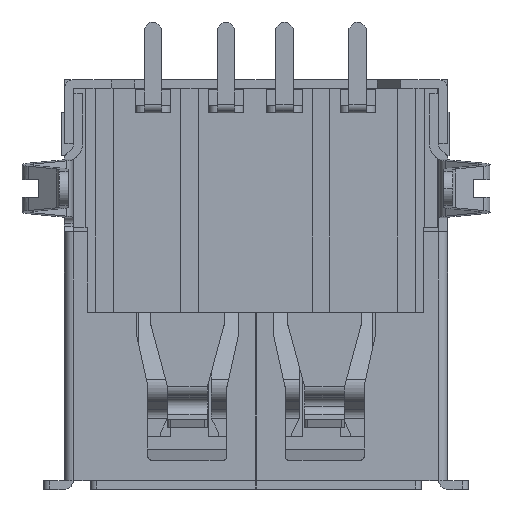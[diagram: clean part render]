
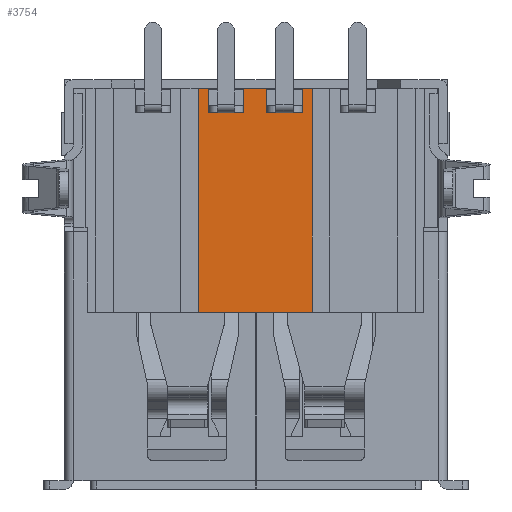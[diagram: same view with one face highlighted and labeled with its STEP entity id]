
A CAD part, top view. The second image highlights one B-rep face of the part: STEP entity #3754.
In plain terms, the highlighted planar face has unit normal (0, 0, 1).
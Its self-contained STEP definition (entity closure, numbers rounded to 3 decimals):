
#143 = LINE ( 'NONE', #2969, #6893 ) ;
#562 = ORIENTED_EDGE ( 'NONE', *, *, #11852, .T. ) ;
#775 = VERTEX_POINT ( 'NONE', #3505 ) ;
#1399 = VECTOR ( 'NONE', #13206, 1000. ) ;
#1556 = LINE ( 'NONE', #7922, #8484 ) ;
#1601 = DIRECTION ( 'NONE',  ( -1., 0., 0. ) ) ;
#1764 = CARTESIAN_POINT ( 'NONE',  ( -0.4, 1.54, 3.01 ) ) ;
#1973 = ORIENTED_EDGE ( 'NONE', *, *, #11294, .T. ) ;
#2068 = VECTOR ( 'NONE', #15266, 1000. ) ;
#2165 = CARTESIAN_POINT ( 'NONE',  ( 1.95, -5.275, 3.01 ) ) ;
#2233 = ORIENTED_EDGE ( 'NONE', *, *, #8618, .F. ) ;
#2290 = DIRECTION ( 'NONE',  ( -1., 0., 0. ) ) ;
#2457 = CARTESIAN_POINT ( 'NONE',  ( 6.225, 2.375, 3.01 ) ) ;
#2500 = EDGE_CURVE ( 'NONE', #13322, #20474, #14199, .T. ) ;
#2834 = DIRECTION ( 'NONE',  ( 0., 1., 0. ) ) ;
#2969 = CARTESIAN_POINT ( 'NONE',  ( 6.225, 2.375, 3.01 ) ) ;
#3200 = VERTEX_POINT ( 'NONE', #9016 ) ;
#3479 = EDGE_CURVE ( 'NONE', #15922, #12275, #6618, .T. ) ;
#3505 = CARTESIAN_POINT ( 'NONE',  ( 0.4, 2.375, 3.01 ) ) ;
#3677 = CARTESIAN_POINT ( 'NONE',  ( 6.225, 2.375, 3.01 ) ) ;
#3754 = ADVANCED_FACE ( 'NONE', ( #12635 ), #10656, .T. ) ;
#3947 = CARTESIAN_POINT ( 'NONE',  ( 1.6, 2.375, 3.01 ) ) ;
#4521 = CARTESIAN_POINT ( 'NONE',  ( -1.95, 2.375, 3.01 ) ) ;
#4722 = DIRECTION ( 'NONE',  ( 1., 0., 0. ) ) ;
#5086 = EDGE_LOOP ( 'NONE', ( #10179, #12294, #562, #7489, #2233, #18906, #1973, #6682, #14938, #7386, #14082, #13426 ) ) ;
#5440 = LINE ( 'NONE', #19826, #18456 ) ;
#5815 = VERTEX_POINT ( 'NONE', #19108 ) ;
#6458 = VECTOR ( 'NONE', #2290, 1000. ) ;
#6573 = VERTEX_POINT ( 'NONE', #3947 ) ;
#6618 = LINE ( 'NONE', #9834, #7199 ) ;
#6682 = ORIENTED_EDGE ( 'NONE', *, *, #19620, .T. ) ;
#6893 = VECTOR ( 'NONE', #1601, 1000. ) ;
#7005 = LINE ( 'NONE', #14727, #10974 ) ;
#7199 = VECTOR ( 'NONE', #9938, 1000. ) ;
#7386 = ORIENTED_EDGE ( 'NONE', *, *, #3479, .T. ) ;
#7489 = ORIENTED_EDGE ( 'NONE', *, *, #9183, .F. ) ;
#7526 = CARTESIAN_POINT ( 'NONE',  ( -1.95, -5.275, 3.01 ) ) ;
#7530 = DIRECTION ( 'NONE',  ( 0., 0., 1. ) ) ;
#7757 = CARTESIAN_POINT ( 'NONE',  ( -0.4, 2.375, 3.01 ) ) ;
#7895 = VERTEX_POINT ( 'NONE', #14047 ) ;
#7922 = CARTESIAN_POINT ( 'NONE',  ( 0.4, -2.375, 3.01 ) ) ;
#8201 = CARTESIAN_POINT ( 'NONE',  ( 1.6, -2.375, 3.01 ) ) ;
#8484 = VECTOR ( 'NONE', #14291, 1000. ) ;
#8618 = EDGE_CURVE ( 'NONE', #3200, #13078, #15063, .T. ) ;
#9016 = CARTESIAN_POINT ( 'NONE',  ( 0.4, 1.54, 3.01 ) ) ;
#9183 = EDGE_CURVE ( 'NONE', #13078, #6573, #11537, .T. ) ;
#9816 = CARTESIAN_POINT ( 'NONE',  ( 1.6, 1.54, 3.01 ) ) ;
#9834 = CARTESIAN_POINT ( 'NONE',  ( -1.6, -2.375, 3.01 ) ) ;
#9938 = DIRECTION ( 'NONE',  ( 0., 1., 0. ) ) ;
#10011 = LINE ( 'NONE', #16387, #6458 ) ;
#10059 = EDGE_CURVE ( 'NONE', #12275, #20474, #16753, .T. ) ;
#10085 = LINE ( 'NONE', #2165, #20081 ) ;
#10110 = VERTEX_POINT ( 'NONE', #7757 ) ;
#10179 = ORIENTED_EDGE ( 'NONE', *, *, #16365, .F. ) ;
#10217 = DIRECTION ( 'NONE',  ( 0., -1., 0. ) ) ;
#10656 = PLANE ( 'NONE',  #13268 ) ;
#10974 = VECTOR ( 'NONE', #10217, 1000. ) ;
#11294 = EDGE_CURVE ( 'NONE', #775, #10110, #143, .T. ) ;
#11537 = LINE ( 'NONE', #8201, #1399 ) ;
#11785 = DIRECTION ( 'NONE',  ( -1., 0., 0. ) ) ;
#11852 = EDGE_CURVE ( 'NONE', #7895, #6573, #19220, .T. ) ;
#12275 = VERTEX_POINT ( 'NONE', #19397 ) ;
#12294 = ORIENTED_EDGE ( 'NONE', *, *, #15574, .T. ) ;
#12635 = FACE_OUTER_BOUND ( 'NONE', #5086, .T. ) ;
#13078 = VERTEX_POINT ( 'NONE', #9816 ) ;
#13089 = CARTESIAN_POINT ( 'NONE',  ( -1.6, 1.54, 3.01 ) ) ;
#13206 = DIRECTION ( 'NONE',  ( 0., 1., 0. ) ) ;
#13268 = AXIS2_PLACEMENT_3D ( 'NONE', #20477, #7530, #4722 ) ;
#13322 = VERTEX_POINT ( 'NONE', #13982 ) ;
#13327 = DIRECTION ( 'NONE',  ( 0., 1., 0. ) ) ;
#13426 = ORIENTED_EDGE ( 'NONE', *, *, #2500, .F. ) ;
#13466 = VERTEX_POINT ( 'NONE', #1764 ) ;
#13982 = CARTESIAN_POINT ( 'NONE',  ( -1.95, -5.275, 3.01 ) ) ;
#14047 = CARTESIAN_POINT ( 'NONE',  ( 1.95, 2.375, 3.01 ) ) ;
#14082 = ORIENTED_EDGE ( 'NONE', *, *, #10059, .T. ) ;
#14199 = LINE ( 'NONE', #7526, #20482 ) ;
#14291 = DIRECTION ( 'NONE',  ( 0., -1., 0. ) ) ;
#14727 = CARTESIAN_POINT ( 'NONE',  ( -0.4, -2.375, 3.01 ) ) ;
#14938 = ORIENTED_EDGE ( 'NONE', *, *, #16385, .T. ) ;
#15061 = EDGE_CURVE ( 'NONE', #775, #3200, #1556, .T. ) ;
#15063 = LINE ( 'NONE', #17992, #2068 ) ;
#15266 = DIRECTION ( 'NONE',  ( 1., 0., 0. ) ) ;
#15289 = DIRECTION ( 'NONE',  ( -1., 0., 0. ) ) ;
#15574 = EDGE_CURVE ( 'NONE', #5815, #7895, #10085, .T. ) ;
#15922 = VERTEX_POINT ( 'NONE', #13089 ) ;
#15944 = VECTOR ( 'NONE', #15289, 1000. ) ;
#16365 = EDGE_CURVE ( 'NONE', #5815, #13322, #10011, .T. ) ;
#16385 = EDGE_CURVE ( 'NONE', #13466, #15922, #5440, .T. ) ;
#16387 = CARTESIAN_POINT ( 'NONE',  ( 5.75, -5.275, 3.01 ) ) ;
#16753 = LINE ( 'NONE', #2457, #15944 ) ;
#17757 = DIRECTION ( 'NONE',  ( -1., 0., 0. ) ) ;
#17992 = CARTESIAN_POINT ( 'NONE',  ( -6.225, 1.54, 3.01 ) ) ;
#18456 = VECTOR ( 'NONE', #11785, 1000. ) ;
#18570 = VECTOR ( 'NONE', #17757, 1000. ) ;
#18906 = ORIENTED_EDGE ( 'NONE', *, *, #15061, .F. ) ;
#19108 = CARTESIAN_POINT ( 'NONE',  ( 1.95, -5.275, 3.01 ) ) ;
#19220 = LINE ( 'NONE', #3677, #18570 ) ;
#19397 = CARTESIAN_POINT ( 'NONE',  ( -1.6, 2.375, 3.01 ) ) ;
#19620 = EDGE_CURVE ( 'NONE', #10110, #13466, #7005, .T. ) ;
#19826 = CARTESIAN_POINT ( 'NONE',  ( -6.225, 1.54, 3.01 ) ) ;
#20081 = VECTOR ( 'NONE', #13327, 1000. ) ;
#20474 = VERTEX_POINT ( 'NONE', #4521 ) ;
#20477 = CARTESIAN_POINT ( 'NONE',  ( -6.225, -2.375, 3.01 ) ) ;
#20482 = VECTOR ( 'NONE', #2834, 1000. ) ;
